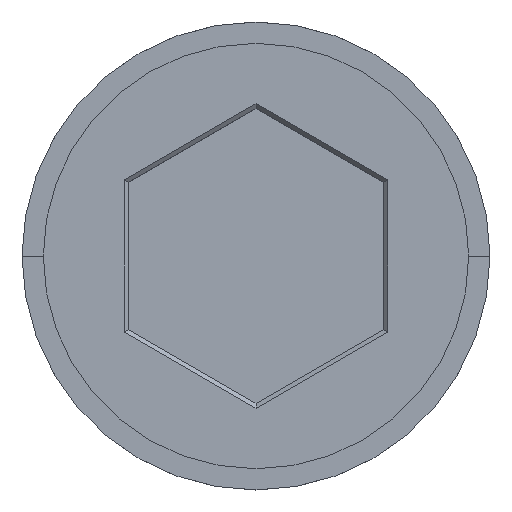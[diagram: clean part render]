
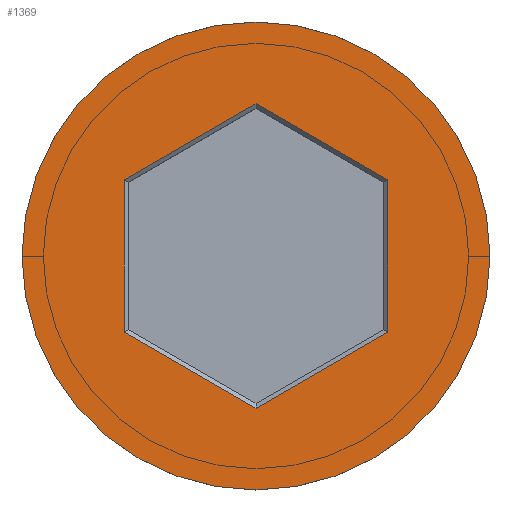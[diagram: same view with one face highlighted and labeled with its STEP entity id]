
A CAD part, top view. The second image highlights one B-rep face of the part: STEP entity #1369.
In plain terms, the highlighted planar face has unit normal (0, 0, 1).
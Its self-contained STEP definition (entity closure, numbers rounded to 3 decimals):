
#8 = ORIENTED_EDGE ( 'NONE', *, *, #751, .T. ) ;
#37 = CIRCLE ( 'NONE', #1081, 5.5 ) ;
#39 = CARTESIAN_POINT ( 'NONE',  ( 5.5, 0., 0. ) ) ;
#43 = DIRECTION ( 'NONE',  ( 0., -1., 0. ) ) ;
#74 = ORIENTED_EDGE ( 'NONE', *, *, #1119, .T. ) ;
#78 = CARTESIAN_POINT ( 'NONE',  ( 0., 0., 0. ) ) ;
#119 = VERTEX_POINT ( 'NONE', #715 ) ;
#130 = EDGE_LOOP ( 'NONE', ( #74, #902, #1114, #513, #8, #307 ) ) ;
#164 = VECTOR ( 'NONE', #971, 1000. ) ;
#238 = LINE ( 'NONE', #938, #291 ) ;
#281 = CARTESIAN_POINT ( 'NONE',  ( -3.1, 1.732, 0. ) ) ;
#291 = VECTOR ( 'NONE', #1433, 1000. ) ;
#307 = ORIENTED_EDGE ( 'NONE', *, *, #1511, .T. ) ;
#362 = CARTESIAN_POINT ( 'NONE',  ( -0.05, 3.551, 0. ) ) ;
#390 = LINE ( 'NONE', #1094, #1470 ) ;
#408 = VECTOR ( 'NONE', #827, 1000. ) ;
#434 = CARTESIAN_POINT ( 'NONE',  ( -3.1, -1.79, 0. ) ) ;
#449 = AXIS2_PLACEMENT_3D ( 'NONE', #585, #796, #1596 ) ;
#482 = DIRECTION ( 'NONE',  ( 0., 0., 1. ) ) ;
#491 = ORIENTED_EDGE ( 'NONE', *, *, #1034, .T. ) ;
#505 = CARTESIAN_POINT ( 'NONE',  ( -5.5, 0., 0. ) ) ;
#513 = ORIENTED_EDGE ( 'NONE', *, *, #1423, .T. ) ;
#577 = CARTESIAN_POINT ( 'NONE',  ( 0., 0., 0. ) ) ;
#585 = CARTESIAN_POINT ( 'NONE',  ( 0., 0., 0. ) ) ;
#604 = VERTEX_POINT ( 'NONE', #1013 ) ;
#607 = VERTEX_POINT ( 'NONE', #434 ) ;
#619 = DIRECTION ( 'NONE',  ( -0.866, -0.5, 0. ) ) ;
#653 = ORIENTED_EDGE ( 'NONE', *, *, #883, .T. ) ;
#661 = VERTEX_POINT ( 'NONE', #669 ) ;
#669 = CARTESIAN_POINT ( 'NONE',  ( 3.1, 1.79, 0. ) ) ;
#674 = CARTESIAN_POINT ( 'NONE',  ( 3.1, -1.79, 0. ) ) ;
#676 = FACE_OUTER_BOUND ( 'NONE', #914, .T. ) ;
#703 = LINE ( 'NONE', #1351, #164 ) ;
#715 = CARTESIAN_POINT ( 'NONE',  ( -3.1, 1.79, 0. ) ) ;
#751 = EDGE_CURVE ( 'NONE', #894, #805, #390, .T. ) ;
#763 = VECTOR ( 'NONE', #769, 1000. ) ;
#767 = AXIS2_PLACEMENT_3D ( 'NONE', #78, #1559, #1438 ) ;
#769 = DIRECTION ( 'NONE',  ( 0., 1., 0. ) ) ;
#796 = DIRECTION ( 'NONE',  ( 0., 0., 1. ) ) ;
#805 = VERTEX_POINT ( 'NONE', #975 ) ;
#827 = DIRECTION ( 'NONE',  ( 0.866, 0.5, 0. ) ) ;
#883 = EDGE_CURVE ( 'NONE', #1518, #1086, #1132, .T. ) ;
#889 = LINE ( 'NONE', #281, #763 ) ;
#894 = VERTEX_POINT ( 'NONE', #674 ) ;
#902 = ORIENTED_EDGE ( 'NONE', *, *, #1603, .T. ) ;
#914 = EDGE_LOOP ( 'NONE', ( #653, #491 ) ) ;
#918 = FACE_BOUND ( 'NONE', #130, .T. ) ;
#938 = CARTESIAN_POINT ( 'NONE',  ( -3.05, -1.819, 0. ) ) ;
#966 = LINE ( 'NONE', #985, #1234 ) ;
#971 = DIRECTION ( 'NONE',  ( 0.866, -0.5, 0. ) ) ;
#975 = CARTESIAN_POINT ( 'NONE',  ( 0., -3.58, 0. ) ) ;
#985 = CARTESIAN_POINT ( 'NONE',  ( 3.1, -1.732, 0. ) ) ;
#1013 = CARTESIAN_POINT ( 'NONE',  ( 0., 3.58, 0. ) ) ;
#1034 = EDGE_CURVE ( 'NONE', #1086, #1518, #37, .T. ) ;
#1054 = DIRECTION ( 'NONE',  ( 1., 0., 0. ) ) ;
#1067 = EDGE_CURVE ( 'NONE', #604, #661, #703, .T. ) ;
#1081 = AXIS2_PLACEMENT_3D ( 'NONE', #577, #482, #1054 ) ;
#1086 = VERTEX_POINT ( 'NONE', #505 ) ;
#1094 = CARTESIAN_POINT ( 'NONE',  ( 0.05, -3.551, 0. ) ) ;
#1114 = ORIENTED_EDGE ( 'NONE', *, *, #1067, .T. ) ;
#1119 = EDGE_CURVE ( 'NONE', #607, #119, #889, .T. ) ;
#1132 = CIRCLE ( 'NONE', #449, 5.5 ) ;
#1167 = PLANE ( 'NONE',  #767 ) ;
#1234 = VECTOR ( 'NONE', #43, 1000. ) ;
#1351 = CARTESIAN_POINT ( 'NONE',  ( 3.05, 1.819, 0. ) ) ;
#1369 = ADVANCED_FACE ( 'NONE', ( #918, #676 ), #1167, .T. ) ;
#1423 = EDGE_CURVE ( 'NONE', #661, #894, #966, .T. ) ;
#1433 = DIRECTION ( 'NONE',  ( -0.866, 0.5, 0. ) ) ;
#1438 = DIRECTION ( 'NONE',  ( 1., 0., 0. ) ) ;
#1444 = LINE ( 'NONE', #362, #408 ) ;
#1470 = VECTOR ( 'NONE', #619, 1000. ) ;
#1511 = EDGE_CURVE ( 'NONE', #805, #607, #238, .T. ) ;
#1518 = VERTEX_POINT ( 'NONE', #39 ) ;
#1559 = DIRECTION ( 'NONE',  ( 0., 0., 1. ) ) ;
#1596 = DIRECTION ( 'NONE',  ( 1., 0., 0. ) ) ;
#1603 = EDGE_CURVE ( 'NONE', #119, #604, #1444, .T. ) ;
